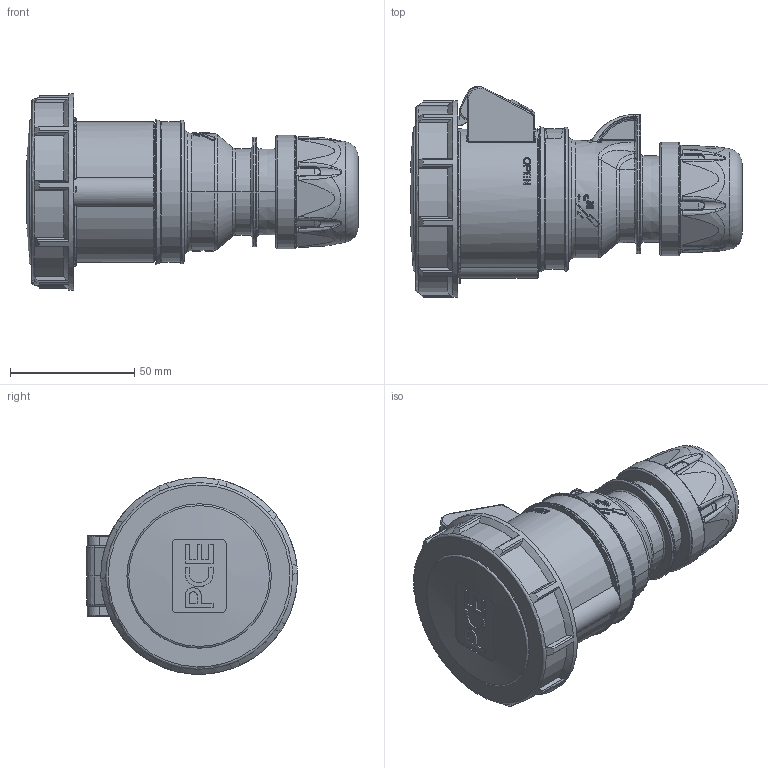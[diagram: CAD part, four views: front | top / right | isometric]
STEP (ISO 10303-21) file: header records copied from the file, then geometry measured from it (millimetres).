
FILE_DESCRIPTION (( 'STEP AP203' ), '1' );
FILE_NAME ('2142-6.STEP', '2017-11-23T10:15:22', ( '' ), ( '' ), 'SwSTEP 2.0', 'SolidWorks 2016', '' );
FILE_SCHEMA (( 'CONFIG_CONTROL_DESIGN' ));
Length unit declared in the file: millimetre
Products named in the file (1): 2142-6
Bounding box: 133.35 x 84.73 x 79 mm (x, y, z)
Volume: 303094.5 mm3; surface area: 35584.7 mm2
Topology: 1 solids, 1 shells, 888 faces, 2261 edges, 1398 vertices
Faces by surface type: plane 293, bspline 245, cylinder 171, torus 91, cone 63, sphere 25
Full cylindrical faces by diameter (mm): 45.6 x1, 56.4 x1, 57.8 x1, 58 x1, 58.4 x1, 79 x1
Entity records: 39864 total; most frequent: CARTESIAN_POINT 20880, ORIENTED_EDGE 4406, DIRECTION 3284, EDGE_CURVE 2203, VERTEX_POINT 1379, AXIS2_PLACEMENT_3D 1264, EDGE_LOOP 950, FACE_OUTER_BOUND 907
